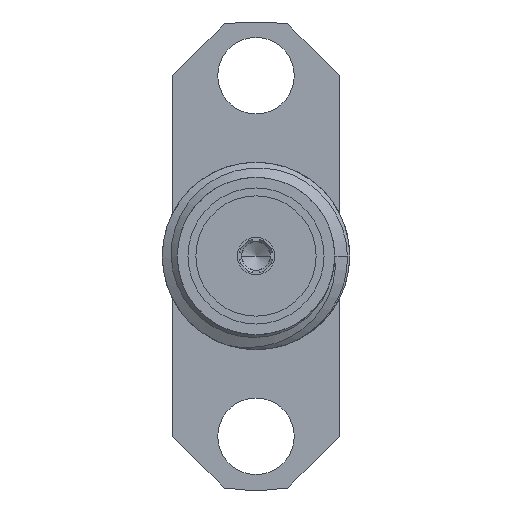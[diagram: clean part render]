
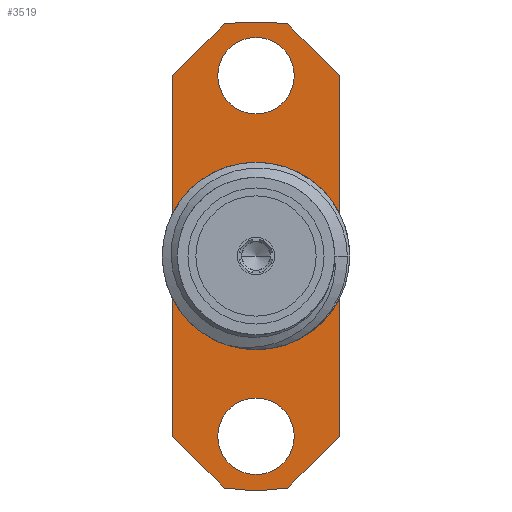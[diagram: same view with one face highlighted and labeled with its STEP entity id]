
A CAD part, left-side view. The second image highlights one B-rep face of the part: STEP entity #3519.
In plain terms, the highlighted planar face has unit normal (-1, 0, 0).
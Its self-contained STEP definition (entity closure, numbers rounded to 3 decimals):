
#1387=CARTESIAN_POINT('',(7.874,0.,-6.109));
#1388=DIRECTION('',(1.,0.,0.));
#1389=DIRECTION('',(0.,0.,-1.));
#1390=AXIS2_PLACEMENT_3D('',#1387,#1388,#1389);
#1392=CARTESIAN_POINT('',(7.874,0.,-6.109));
#1393=DIRECTION('',(1.,0.,0.));
#1394=DIRECTION('',(0.,0.,1.));
#1395=AXIS2_PLACEMENT_3D('',#1392,#1393,#1394);
#1397=DIRECTION('',(0.,-0.707,-0.707));
#1398=VECTOR('',#1397,2.483);
#1399=CARTESIAN_POINT('',(7.874,2.832,-6.109));
#1400=LINE('',#1399,#1398);
#1401=DIRECTION('',(0.,0.,-1.));
#1402=VECTOR('',#1401,12.217);
#1403=CARTESIAN_POINT('',(7.874,2.832,6.109));
#1404=LINE('',#1403,#1402);
#1405=DIRECTION('',(0.,0.707,-0.707));
#1406=VECTOR('',#1405,2.483);
#1407=CARTESIAN_POINT('',(7.874,1.077,7.864));
#1408=LINE('',#1407,#1406);
#1409=CARTESIAN_POINT('',(7.874,0.,0.));
#1410=DIRECTION('',(-1.,0.,0.));
#1411=DIRECTION('',(0.,-0.136,0.991));
#1412=AXIS2_PLACEMENT_3D('',#1409,#1410,#1411);
#1414=DIRECTION('',(0.,0.707,0.707));
#1415=VECTOR('',#1414,2.483);
#1416=CARTESIAN_POINT('',(7.874,-2.832,6.109));
#1417=LINE('',#1416,#1415);
#1418=DIRECTION('',(0.,0.,1.));
#1419=VECTOR('',#1418,12.217);
#1420=CARTESIAN_POINT('',(7.874,-2.832,-6.109));
#1421=LINE('',#1420,#1419);
#1422=DIRECTION('',(0.,-0.707,0.707));
#1423=VECTOR('',#1422,2.483);
#1424=CARTESIAN_POINT('',(7.874,-1.077,-7.864));
#1425=LINE('',#1424,#1423);
#1426=CARTESIAN_POINT('',(7.874,0.,0.));
#1427=DIRECTION('',(-1.,0.,0.));
#1428=DIRECTION('',(0.,0.136,-0.991));
#1429=AXIS2_PLACEMENT_3D('',#1426,#1427,#1428);
#1431=CARTESIAN_POINT('',(7.874,0.,0.));
#1432=DIRECTION('',(1.,0.,0.));
#1433=DIRECTION('',(0.,1.,0.));
#1434=AXIS2_PLACEMENT_3D('',#1431,#1432,#1433);
#1436=CARTESIAN_POINT('',(7.874,0.,0.));
#1437=DIRECTION('',(1.,0.,0.));
#1438=DIRECTION('',(0.,-1.,0.));
#1439=AXIS2_PLACEMENT_3D('',#1436,#1437,#1438);
#1441=CARTESIAN_POINT('',(7.874,0.,6.109));
#1442=DIRECTION('',(1.,0.,0.));
#1443=DIRECTION('',(0.,0.,-1.));
#1444=AXIS2_PLACEMENT_3D('',#1441,#1442,#1443);
#1446=CARTESIAN_POINT('',(7.874,0.,6.109));
#1447=DIRECTION('',(1.,0.,0.));
#1448=DIRECTION('',(0.,0.,1.));
#1449=AXIS2_PLACEMENT_3D('',#1446,#1447,#1448);
#1648=CARTESIAN_POINT('',(7.874,2.832,-6.109));
#1649=CARTESIAN_POINT('',(7.874,1.077,-7.864));
#1650=VERTEX_POINT('',#1648);
#1651=VERTEX_POINT('',#1649);
#1652=CARTESIAN_POINT('',(7.874,-1.077,-7.864));
#1653=VERTEX_POINT('',#1652);
#1654=CARTESIAN_POINT('',(7.874,-2.832,-6.109));
#1655=VERTEX_POINT('',#1654);
#1656=CARTESIAN_POINT('',(7.874,-2.832,6.109));
#1657=VERTEX_POINT('',#1656);
#1658=CARTESIAN_POINT('',(7.874,-1.077,7.864));
#1659=VERTEX_POINT('',#1658);
#1660=CARTESIAN_POINT('',(7.874,1.077,7.864));
#1661=VERTEX_POINT('',#1660);
#1662=CARTESIAN_POINT('',(7.874,2.832,6.109));
#1663=VERTEX_POINT('',#1662);
#1664=CARTESIAN_POINT('',(7.874,2.667,0.));
#1665=CARTESIAN_POINT('',(7.874,-2.667,0.));
#1666=VERTEX_POINT('',#1664);
#1667=VERTEX_POINT('',#1665);
#1672=CARTESIAN_POINT('',(7.874,0.,4.813));
#1673=CARTESIAN_POINT('',(7.874,0.,7.404));
#1674=VERTEX_POINT('',#1672);
#1675=VERTEX_POINT('',#1673);
#1680=CARTESIAN_POINT('',(7.874,0.,-7.404));
#1681=CARTESIAN_POINT('',(7.874,0.,-4.813));
#1682=VERTEX_POINT('',#1680);
#1683=VERTEX_POINT('',#1681);
#3480=CARTESIAN_POINT('',(7.874,0.,0.));
#3481=DIRECTION('',(-1.,0.,0.));
#3482=DIRECTION('',(0.,0.,1.));
#3483=AXIS2_PLACEMENT_3D('',#3480,#3481,#3482);
#3484=PLANE('',#3483);
#3486=ORIENTED_EDGE('',*,*,#3485,.F.);
#3488=ORIENTED_EDGE('',*,*,#3487,.F.);
#3490=ORIENTED_EDGE('',*,*,#3489,.F.);
#3492=ORIENTED_EDGE('',*,*,#3491,.F.);
#3494=ORIENTED_EDGE('',*,*,#3493,.F.);
#3496=ORIENTED_EDGE('',*,*,#3495,.F.);
#3498=ORIENTED_EDGE('',*,*,#3497,.F.);
#3500=ORIENTED_EDGE('',*,*,#3499,.F.);
#3501=EDGE_LOOP('',(#3486,#3488,#3490,#3492,#3494,#3496,#3498,#3500));
#3502=FACE_OUTER_BOUND('',#3501,.F.);
#3504=ORIENTED_EDGE('',*,*,#3503,.F.);
#3506=ORIENTED_EDGE('',*,*,#3505,.F.);
#3507=EDGE_LOOP('',(#3504,#3506));
#3508=FACE_BOUND('',#3507,.F.);
#3509=ORIENTED_EDGE('',*,*,#1965,.F.);
#3510=ORIENTED_EDGE('',*,*,#1772,.F.);
#3511=EDGE_LOOP('',(#3509,#3510));
#3512=FACE_BOUND('',#3511,.F.);
#3514=ORIENTED_EDGE('',*,*,#3513,.F.);
#3516=ORIENTED_EDGE('',*,*,#3515,.F.);
#3517=EDGE_LOOP('',(#3514,#3516));
#3518=FACE_BOUND('',#3517,.F.);
#1391=CIRCLE('',#1390,1.295);
#1396=CIRCLE('',#1395,1.295);
#1413=CIRCLE('',#1412,7.938);
#1430=CIRCLE('',#1429,7.938);
#1435=CIRCLE('',#1434,2.667);
#1440=CIRCLE('',#1439,2.667);
#1445=CIRCLE('',#1444,1.295);
#1450=CIRCLE('',#1449,1.295);
#1772=EDGE_CURVE('',#1667,#1666,#1440,.T.);
#1965=EDGE_CURVE('',#1666,#1667,#1435,.T.);
#3485=EDGE_CURVE('',#1650,#1651,#1400,.T.);
#3487=EDGE_CURVE('',#1663,#1650,#1404,.T.);
#3489=EDGE_CURVE('',#1661,#1663,#1408,.T.);
#3491=EDGE_CURVE('',#1659,#1661,#1413,.T.);
#3493=EDGE_CURVE('',#1657,#1659,#1417,.T.);
#3495=EDGE_CURVE('',#1655,#1657,#1421,.T.);
#3497=EDGE_CURVE('',#1653,#1655,#1425,.T.);
#3499=EDGE_CURVE('',#1651,#1653,#1430,.T.);
#3503=EDGE_CURVE('',#1682,#1683,#1391,.T.);
#3505=EDGE_CURVE('',#1683,#1682,#1396,.T.);
#3513=EDGE_CURVE('',#1674,#1675,#1445,.T.);
#3515=EDGE_CURVE('',#1675,#1674,#1450,.T.);
#3519=ADVANCED_FACE('',(#3502,#3508,#3512,#3518),#3484,.T.);
